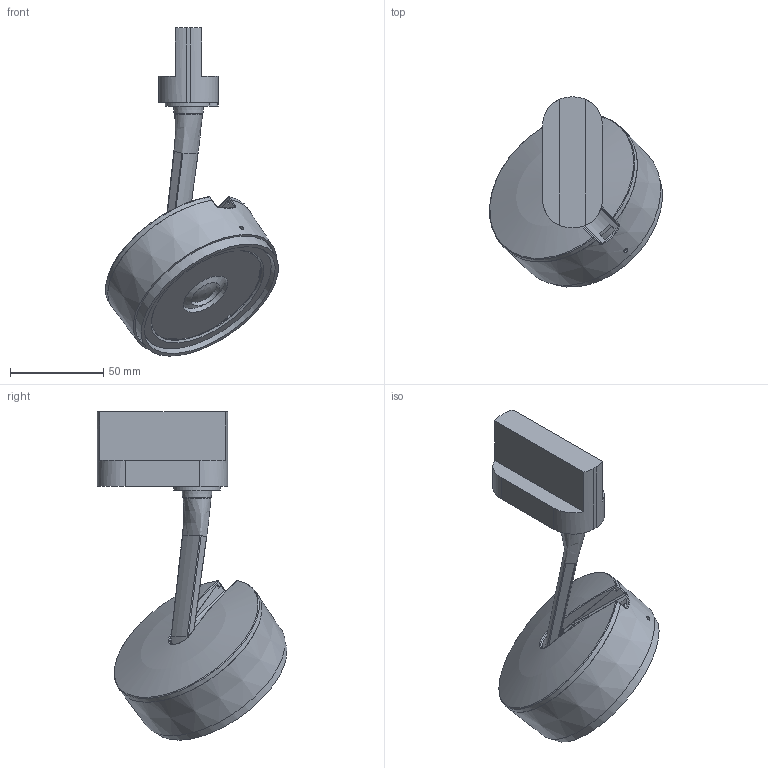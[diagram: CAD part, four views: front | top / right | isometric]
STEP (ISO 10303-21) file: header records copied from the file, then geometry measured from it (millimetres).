
FILE_DESCRIPTION(/* description */ ('This is a sample STEP configuration'),/* implementation_level */ '2;1');
FILE_NAME(/* name */ '540-0612xxxxxxxxx SIMPLE.ipt_Rev_00.1.stp',/* time_stamp */ '2023-04-17T13:24:20+02:00',/* author */ ('powerJobs'),/* organization */ ('coolOrange'),/* preprocessor_version */ 'ST-DEVELOPER v19.2',/* originating_system */ 'Autodesk Inventor 2023',/* authorisation */ '');
FILE_SCHEMA (('AUTOMOTIVE_DESIGN { 1 0 10303 214 3 1 1 }'));
Length unit declared in the file: millimetre
Products named in the file (1): ENG000026237
Bounding box: 92.56 x 101.64 x 175.98 mm (x, y, z)
Volume: 181439.2 mm3; surface area: 87168.8 mm2
Topology: 2 solids, 4 shells, 1112 faces, 2782 edges, 1620 vertices
Faces by surface type: bspline 420, plane 207, cylinder 147, cone 136, torus 131, sphere 71
Full cylindrical faces by diameter (mm): 2 x1, 2.459 x5, 2.8 x2, 3.2 x2, 8 x1, 12.9 x1, 13.8 x1, 14 x1, 15 x3, 68 x1, 81 x1, 83 x1, 85 x1
Entity records: 46672 total; most frequent: CARTESIAN_POINT 22865, ORIENTED_EDGE 5478, DIRECTION 4261, EDGE_CURVE 2739, AXIS2_PLACEMENT_3D 1845, VERTEX_POINT 1620, EDGE_LOOP 1150, FACE_OUTER_BOUND 1112
